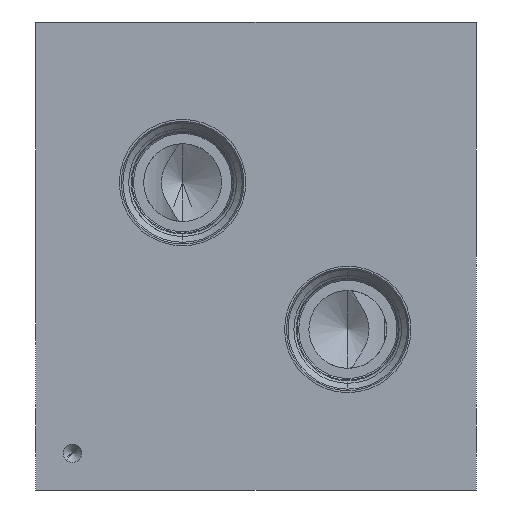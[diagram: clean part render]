
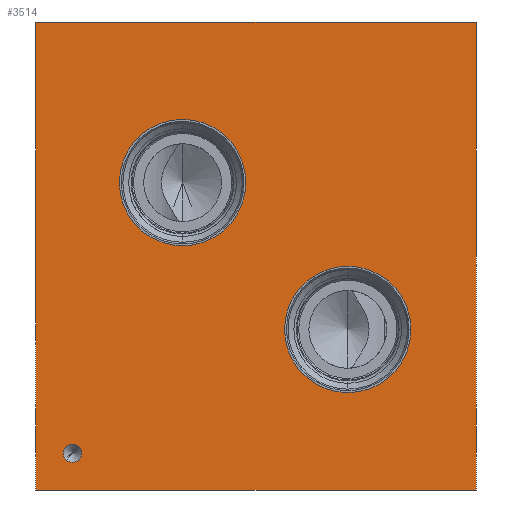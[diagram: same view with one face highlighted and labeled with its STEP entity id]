
A CAD part, front view. The second image highlights one B-rep face of the part: STEP entity #3514.
In plain terms, the highlighted planar face has unit normal (0, -1, 0).
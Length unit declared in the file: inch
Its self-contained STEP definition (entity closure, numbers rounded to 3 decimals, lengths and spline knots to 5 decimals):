
#5=DIRECTION('',(1.,0.,0.));
#6=VECTOR('',#5,3.);
#7=CARTESIAN_POINT('',(0.,-2.938,0.));
#8=LINE('',#7,#6);
#95=DIRECTION('',(0.,0.,1.));
#96=VECTOR('',#95,3.188);
#97=CARTESIAN_POINT('',(3.,-2.938,0.));
#98=LINE('',#97,#96);
#119=DIRECTION('',(0.,0.,1.));
#120=VECTOR('',#119,3.188);
#121=CARTESIAN_POINT('',(0.,-2.938,0.));
#122=LINE('',#121,#120);
#123=CARTESIAN_POINT('',(1.,-2.938,2.094));
#124=DIRECTION('',(0.,1.,0.));
#125=DIRECTION('',(0.,0.,-1.));
#126=AXIS2_PLACEMENT_3D('',#123,#124,#125);
#128=CARTESIAN_POINT('',(1.,-2.938,2.094));
#129=DIRECTION('',(0.,1.,0.));
#130=DIRECTION('',(0.,0.,1.));
#131=AXIS2_PLACEMENT_3D('',#128,#129,#130);
#133=CARTESIAN_POINT('',(2.125,-2.938,1.094));
#134=DIRECTION('',(0.,1.,0.));
#135=DIRECTION('',(0.,0.,-1.));
#136=AXIS2_PLACEMENT_3D('',#133,#134,#135);
#138=CARTESIAN_POINT('',(2.125,-2.938,1.094));
#139=DIRECTION('',(0.,1.,0.));
#140=DIRECTION('',(0.,0.,1.));
#141=AXIS2_PLACEMENT_3D('',#138,#139,#140);
#143=CARTESIAN_POINT('',(0.25,-2.938,0.25));
#144=DIRECTION('',(0.,1.,0.));
#145=DIRECTION('',(-0.643,0.,-0.766));
#146=AXIS2_PLACEMENT_3D('',#143,#144,#145);
#148=CARTESIAN_POINT('',(0.25,-2.938,0.25));
#149=DIRECTION('',(0.,1.,0.));
#150=DIRECTION('',(0.643,0.,0.766));
#151=AXIS2_PLACEMENT_3D('',#148,#149,#150);
#165=DIRECTION('',(1.,0.,0.));
#166=VECTOR('',#165,3.);
#167=CARTESIAN_POINT('',(0.,-2.938,3.188));
#168=LINE('',#167,#166);
#2925=CARTESIAN_POINT('',(0.,-2.938,0.));
#2927=VERTEX_POINT('',#2925);
#2928=CARTESIAN_POINT('',(3.,-2.938,0.));
#2929=VERTEX_POINT('',#2928);
#2933=CARTESIAN_POINT('',(0.,-2.938,3.188));
#2935=VERTEX_POINT('',#2933);
#2936=CARTESIAN_POINT('',(3.,-2.938,3.188));
#2937=VERTEX_POINT('',#2936);
#3138=CARTESIAN_POINT('',(1.,-2.938,1.6635));
#3139=CARTESIAN_POINT('',(1.,-2.938,2.5245));
#3140=VERTEX_POINT('',#3138);
#3141=VERTEX_POINT('',#3139);
#3212=CARTESIAN_POINT('',(2.125,-2.938,0.6635));
#3213=CARTESIAN_POINT('',(2.125,-2.938,1.5245));
#3214=VERTEX_POINT('',#3212);
#3215=VERTEX_POINT('',#3213);
#3245=CARTESIAN_POINT('',(0.21015,-2.938,
0.20251));
#3246=CARTESIAN_POINT('',(0.28985,-2.938,
0.29749));
#3247=VERTEX_POINT('',#3245);
#3248=VERTEX_POINT('',#3246);
#3484=CARTESIAN_POINT('',(0.,-2.938,0.));
#3485=DIRECTION('',(0.,-1.,0.));
#3486=DIRECTION('',(1.,0.,0.));
#3487=AXIS2_PLACEMENT_3D('',#3484,#3485,#3486);
#3488=PLANE('',#3487);
#3489=ORIENTED_EDGE('',*,*,#3378,.F.);
#3490=ORIENTED_EDGE('',*,*,#3409,.T.);
#3492=ORIENTED_EDGE('',*,*,#3491,.T.);
#3493=ORIENTED_EDGE('',*,*,#3464,.F.);
#3494=EDGE_LOOP('',(#3489,#3490,#3492,#3493));
#3495=FACE_OUTER_BOUND('',#3494,.F.);
#3497=ORIENTED_EDGE('',*,*,#3496,.F.);
#3499=ORIENTED_EDGE('',*,*,#3498,.F.);
#3500=EDGE_LOOP('',(#3497,#3499));
#3501=FACE_BOUND('',#3500,.F.);
#3503=ORIENTED_EDGE('',*,*,#3502,.F.);
#3505=ORIENTED_EDGE('',*,*,#3504,.F.);
#3506=EDGE_LOOP('',(#3503,#3505));
#3507=FACE_BOUND('',#3506,.F.);
#3509=ORIENTED_EDGE('',*,*,#3508,.F.);
#3511=ORIENTED_EDGE('',*,*,#3510,.F.);
#3512=EDGE_LOOP('',(#3509,#3511));
#3513=FACE_BOUND('',#3512,.F.);
#3514=ADVANCED_FACE('',(#3495,#3501,#3507,#3513),#3488,.T.);
#127=CIRCLE('',#126,0.4305);
#132=CIRCLE('',#131,0.4305);
#137=CIRCLE('',#136,0.4305);
#142=CIRCLE('',#141,0.4305);
#147=CIRCLE('',#146,0.062);
#152=CIRCLE('',#151,0.062);
#3378=EDGE_CURVE('',#2927,#2929,#8,.T.);
#3409=EDGE_CURVE('',#2927,#2935,#122,.T.);
#3464=EDGE_CURVE('',#2929,#2937,#98,.T.);
#3491=EDGE_CURVE('',#2935,#2937,#168,.T.);
#3496=EDGE_CURVE('',#3140,#3141,#127,.T.);
#3498=EDGE_CURVE('',#3141,#3140,#132,.T.);
#3502=EDGE_CURVE('',#3214,#3215,#137,.T.);
#3504=EDGE_CURVE('',#3215,#3214,#142,.T.);
#3508=EDGE_CURVE('',#3247,#3248,#147,.T.);
#3510=EDGE_CURVE('',#3248,#3247,#152,.T.);
